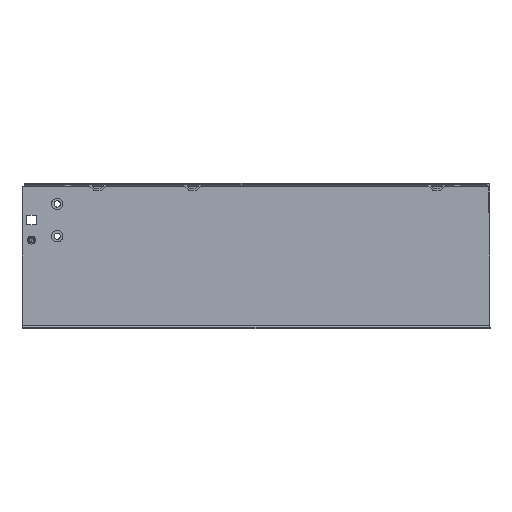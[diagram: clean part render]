
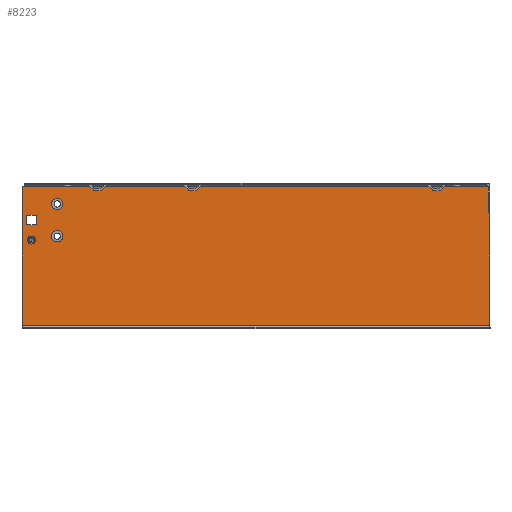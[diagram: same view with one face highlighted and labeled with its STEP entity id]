
A CAD part, left-side view. The second image highlights one B-rep face of the part: STEP entity #8223.
In plain terms, the highlighted planar face has unit normal (-1, 0, 0).
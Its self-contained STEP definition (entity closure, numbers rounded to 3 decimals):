
#8 = CARTESIAN_POINT ( 'NONE',  ( -623.741, 378.289, 766.715 ) ) ;
#233 = VERTEX_POINT ( 'NONE', #9690 ) ;
#258 = EDGE_CURVE ( 'NONE', #8748, #233, #5789, .T. ) ;
#288 = EDGE_CURVE ( 'NONE', #233, #5004, #8109, .T. ) ;
#489 = EDGE_CURVE ( 'NONE', #2584, #8748, #5900, .T. ) ;
#530 = EDGE_CURVE ( 'NONE', #4455, #4673, #9666, .T. ) ;
#535 = EDGE_CURVE ( 'NONE', #2853, #6587, #7245, .T. ) ;
#546 = EDGE_CURVE ( 'NONE', #9274, #5515, #7727, .T. ) ;
#549 = EDGE_CURVE ( 'NONE', #8343, #9274, #3138, .T. ) ;
#561 = EDGE_CURVE ( 'NONE', #6995, #8343, #5183, .T. ) ;
#577 = EDGE_CURVE ( 'NONE', #5515, #6995, #6993, .T. ) ;
#596 = EDGE_CURVE ( 'NONE', #677, #1194, #2649, .T. ) ;
#601 = EDGE_CURVE ( 'NONE', #6547, #2584, #6748, .T. ) ;
#620 = EDGE_CURVE ( 'NONE', #5004, #6547, #2377, .T. ) ;
#645 = VECTOR ( 'NONE', #7237, 1000. ) ;
#677 = VERTEX_POINT ( 'NONE', #8431 ) ;
#707 = CARTESIAN_POINT ( 'NONE',  ( -623.741, 153.388, 702.915 ) ) ;
#741 = DIRECTION ( 'NONE',  ( 0., 1., 0. ) ) ;
#860 = DIRECTION ( 'NONE',  ( 0., 0., 1. ) ) ;
#894 = CARTESIAN_POINT ( 'NONE',  ( -623.741, 384.289, 749.715 ) ) ;
#912 = ORIENTED_EDGE ( 'NONE', *, *, #535, .T. ) ;
#924 = VECTOR ( 'NONE', #7029, 1000. ) ;
#1172 = EDGE_CURVE ( 'NONE', #1194, #677, #9478, .T. ) ;
#1194 = VERTEX_POINT ( 'NONE', #9941 ) ;
#1458 = VECTOR ( 'NONE', #3078, 1000. ) ;
#1583 = CARTESIAN_POINT ( 'NONE',  ( -623.741, 399.789, 775.816 ) ) ;
#1586 = FACE_BOUND ( 'NONE', #10123, .T. ) ;
#1718 = CARTESIAN_POINT ( 'NONE',  ( -623.741, 397.289, 760.715 ) ) ;
#1781 = CARTESIAN_POINT ( 'NONE',  ( -623.741, 392.289, 755.715 ) ) ;
#1816 = ORIENTED_EDGE ( 'NONE', *, *, #601, .F. ) ;
#1860 = CARTESIAN_POINT ( 'NONE',  ( -623.741, 399.789, 775.715 ) ) ;
#1947 = EDGE_LOOP ( 'NONE', ( #5062, #9799 ) ) ;
#2136 = DIRECTION ( 'NONE',  ( 1., 0., 0. ) ) ;
#2377 = LINE ( 'NONE', #7951, #4702 ) ;
#2391 = ORIENTED_EDGE ( 'NONE', *, *, #596, .F. ) ;
#2437 = PLANE ( 'NONE',  #3402 ) ;
#2480 = DIRECTION ( 'NONE',  ( 0., 1., 0. ) ) ;
#2584 = VERTEX_POINT ( 'NONE', #8982 ) ;
#2649 = CIRCLE ( 'NONE', #7209, 2.1 ) ;
#2831 = CARTESIAN_POINT ( 'NONE',  ( -623.741, 394.789, 747.715 ) ) ;
#2853 = VERTEX_POINT ( 'NONE', #8 ) ;
#2881 = EDGE_LOOP ( 'NONE', ( #2391, #9454 ) ) ;
#3078 = DIRECTION ( 'NONE',  ( 0., 0., -1. ) ) ;
#3094 = AXIS2_PLACEMENT_3D ( 'NONE', #8930, #4249, #9788 ) ;
#3138 = LINE ( 'NONE', #6981, #3389 ) ;
#3389 = VECTOR ( 'NONE', #7092, 1000. ) ;
#3402 = AXIS2_PLACEMENT_3D ( 'NONE', #4791, #7119, #2480 ) ;
#3711 = FACE_BOUND ( 'NONE', #6541, .T. ) ;
#3759 = AXIS2_PLACEMENT_3D ( 'NONE', #6801, #2136, #7585 ) ;
#3823 = ORIENTED_EDGE ( 'NONE', *, *, #561, .F. ) ;
#4161 = CARTESIAN_POINT ( 'NONE',  ( -623.741, 384.289, 766.715 ) ) ;
#4242 = ORIENTED_EDGE ( 'NONE', *, *, #549, .F. ) ;
#4249 = DIRECTION ( 'NONE',  ( 1., 0., 0. ) ) ;
#4455 = VERTEX_POINT ( 'NONE', #6326 ) ;
#4673 = VERTEX_POINT ( 'NONE', #894 ) ;
#4702 = VECTOR ( 'NONE', #7981, 1000. ) ;
#4791 = CARTESIAN_POINT ( 'NONE',  ( -623.741, 153.388, 775.816 ) ) ;
#5004 = VERTEX_POINT ( 'NONE', #1860 ) ;
#5062 = ORIENTED_EDGE ( 'NONE', *, *, #8799, .T. ) ;
#5114 = CARTESIAN_POINT ( 'NONE',  ( -623.741, 392.289, 760.715 ) ) ;
#5183 = LINE ( 'NONE', #7051, #645 ) ;
#5444 = ORIENTED_EDGE ( 'NONE', *, *, #620, .F. ) ;
#5515 = VERTEX_POINT ( 'NONE', #8492 ) ;
#5658 = CARTESIAN_POINT ( 'NONE',  ( -623.741, 153.489, 702.915 ) ) ;
#5789 = LINE ( 'NONE', #707, #10062 ) ;
#5803 = CARTESIAN_POINT ( 'NONE',  ( -623.741, 153.489, 775.816 ) ) ;
#5893 = ORIENTED_EDGE ( 'NONE', *, *, #288, .F. ) ;
#5900 = LINE ( 'NONE', #5803, #1458 ) ;
#6291 = ORIENTED_EDGE ( 'NONE', *, *, #7677, .T. ) ;
#6326 = CARTESIAN_POINT ( 'NONE',  ( -623.741, 378.289, 749.715 ) ) ;
#6432 = CARTESIAN_POINT ( 'NONE',  ( -623.741, 381.289, 749.715 ) ) ;
#6465 = DIRECTION ( 'NONE',  ( 1., 0., 0. ) ) ;
#6502 = DIRECTION ( 'NONE',  ( 0., 1., 0. ) ) ;
#6541 = EDGE_LOOP ( 'NONE', ( #6656, #4242, #3823, #9988 ) ) ;
#6547 = VERTEX_POINT ( 'NONE', #10026 ) ;
#6587 = VERTEX_POINT ( 'NONE', #4161 ) ;
#6656 = ORIENTED_EDGE ( 'NONE', *, *, #546, .F. ) ;
#6743 = DIRECTION ( 'NONE',  ( 0., -1., 0. ) ) ;
#6748 = LINE ( 'NONE', #7667, #8602 ) ;
#6782 = CARTESIAN_POINT ( 'NONE',  ( -623.741, 397.289, 755.715 ) ) ;
#6801 = CARTESIAN_POINT ( 'NONE',  ( -623.741, 381.289, 766.715 ) ) ;
#6840 = AXIS2_PLACEMENT_3D ( 'NONE', #2831, #9084, #6743 ) ;
#6909 = CARTESIAN_POINT ( 'NONE',  ( -623.741, 381.289, 766.715 ) ) ;
#6957 = DIRECTION ( 'NONE',  ( 1., 0., 0. ) ) ;
#6981 = CARTESIAN_POINT ( 'NONE',  ( -623.741, 397.289, 760.715 ) ) ;
#6992 = DIRECTION ( 'NONE',  ( 0., 1., 0. ) ) ;
#6993 = LINE ( 'NONE', #7169, #9126 ) ;
#6995 = VERTEX_POINT ( 'NONE', #1781 ) ;
#7029 = DIRECTION ( 'NONE',  ( 0., 0., -1. ) ) ;
#7051 = CARTESIAN_POINT ( 'NONE',  ( -623.741, 392.289, 755.715 ) ) ;
#7092 = DIRECTION ( 'NONE',  ( 0., 1., 0. ) ) ;
#7119 = DIRECTION ( 'NONE',  ( 1., 0., 0. ) ) ;
#7160 = DIRECTION ( 'NONE',  ( 0., -1., 0. ) ) ;
#7169 = CARTESIAN_POINT ( 'NONE',  ( -623.741, 397.289, 755.715 ) ) ;
#7209 = AXIS2_PLACEMENT_3D ( 'NONE', #7773, #7781, #7811 ) ;
#7237 = DIRECTION ( 'NONE',  ( 0., 0., 1. ) ) ;
#7245 = CIRCLE ( 'NONE', #7248, 3. ) ;
#7248 = AXIS2_PLACEMENT_3D ( 'NONE', #6909, #6957, #6992 ) ;
#7266 = AXIS2_PLACEMENT_3D ( 'NONE', #6432, #6465, #6502 ) ;
#7568 = CIRCLE ( 'NONE', #3094, 3. ) ;
#7576 = FACE_OUTER_BOUND ( 'NONE', #8117, .T. ) ;
#7585 = DIRECTION ( 'NONE',  ( 0., 1., 0. ) ) ;
#7596 = DIRECTION ( 'NONE',  ( 0., -1., 0. ) ) ;
#7604 = VECTOR ( 'NONE', #860, 1000. ) ;
#7667 = CARTESIAN_POINT ( 'NONE',  ( -623.741, 153.388, 775.715 ) ) ;
#7677 = EDGE_CURVE ( 'NONE', #6587, #2853, #9758, .T. ) ;
#7727 = LINE ( 'NONE', #6782, #924 ) ;
#7773 = CARTESIAN_POINT ( 'NONE',  ( -623.741, 394.789, 747.715 ) ) ;
#7781 = DIRECTION ( 'NONE',  ( -1., 0., 0. ) ) ;
#7811 = DIRECTION ( 'NONE',  ( 0., -1., 0. ) ) ;
#7951 = CARTESIAN_POINT ( 'NONE',  ( -623.741, 153.388, 775.715 ) ) ;
#7981 = DIRECTION ( 'NONE',  ( 0., -1., 0. ) ) ;
#8109 = LINE ( 'NONE', #1583, #7604 ) ;
#8117 = EDGE_LOOP ( 'NONE', ( #1816, #5444, #5893, #9859, #8136 ) ) ;
#8136 = ORIENTED_EDGE ( 'NONE', *, *, #489, .F. ) ;
#8223 = ADVANCED_FACE ( 'NONE', ( #8324, #1586, #3711, #9777, #7576 ), #2437, .F. ) ;
#8324 = FACE_BOUND ( 'NONE', #1947, .T. ) ;
#8343 = VERTEX_POINT ( 'NONE', #5114 ) ;
#8431 = CARTESIAN_POINT ( 'NONE',  ( -623.741, 392.689, 747.715 ) ) ;
#8492 = CARTESIAN_POINT ( 'NONE',  ( -623.741, 397.289, 755.715 ) ) ;
#8602 = VECTOR ( 'NONE', #7596, 1000. ) ;
#8748 = VERTEX_POINT ( 'NONE', #5658 ) ;
#8799 = EDGE_CURVE ( 'NONE', #4673, #4455, #7568, .T. ) ;
#8930 = CARTESIAN_POINT ( 'NONE',  ( -623.741, 381.289, 749.715 ) ) ;
#8982 = CARTESIAN_POINT ( 'NONE',  ( -623.741, 153.489, 775.715 ) ) ;
#9084 = DIRECTION ( 'NONE',  ( -1., 0., 0. ) ) ;
#9126 = VECTOR ( 'NONE', #7160, 1000. ) ;
#9274 = VERTEX_POINT ( 'NONE', #1718 ) ;
#9454 = ORIENTED_EDGE ( 'NONE', *, *, #1172, .F. ) ;
#9478 = CIRCLE ( 'NONE', #6840, 2.1 ) ;
#9666 = CIRCLE ( 'NONE', #7266, 3. ) ;
#9690 = CARTESIAN_POINT ( 'NONE',  ( -623.741, 399.789, 702.915 ) ) ;
#9758 = CIRCLE ( 'NONE', #3759, 3. ) ;
#9777 = FACE_BOUND ( 'NONE', #2881, .T. ) ;
#9788 = DIRECTION ( 'NONE',  ( 0., 1., 0. ) ) ;
#9799 = ORIENTED_EDGE ( 'NONE', *, *, #530, .T. ) ;
#9859 = ORIENTED_EDGE ( 'NONE', *, *, #258, .F. ) ;
#9941 = CARTESIAN_POINT ( 'NONE',  ( -623.741, 396.889, 747.715 ) ) ;
#9988 = ORIENTED_EDGE ( 'NONE', *, *, #577, .F. ) ;
#10026 = CARTESIAN_POINT ( 'NONE',  ( -623.741, 398.289, 775.715 ) ) ;
#10062 = VECTOR ( 'NONE', #741, 1000. ) ;
#10123 = EDGE_LOOP ( 'NONE', ( #6291, #912 ) ) ;
